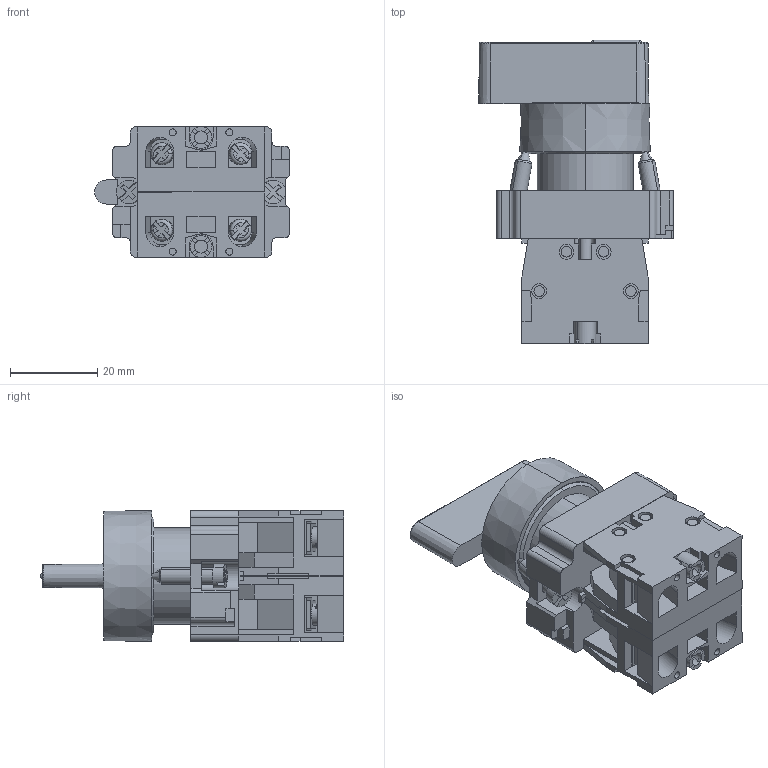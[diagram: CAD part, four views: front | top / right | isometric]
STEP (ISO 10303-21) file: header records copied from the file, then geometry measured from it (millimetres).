
FILE_DESCRIPTION (( 'STEP AP214' ), '1' );
FILE_NAME ('BSW70-BJ-3-K02 Ïåðåêëþ÷àòåëü LAY5-BJ33 3 ïîëîæåíèÿ I-0-II äëèí ðó÷êà ÈÝÊ.STEP', '2017-10-26T08:29:30', ( '' ), ( '' ), 'SwSTEP 2.0', 'SolidWorks 2014', '' );
FILE_SCHEMA (( 'AUTOMOTIVE_DESIGN' ));
Length unit declared in the file: millimetre
Products named in the file (1): BSW70-BJ-3-K02 Ïåðåêëþ÷àòåëü LAY5-BJ33 3 ïîëîæåíèÿ I-0-II äëèí ðó÷êà ÈÝÊ
Bounding box: 44.64 x 69.5 x 30 mm (x, y, z)
Volume: 38153.9 mm3; surface area: 21032.2 mm2
Topology: 5 solids, 5 shells, 682 faces, 1831 edges, 1204 vertices
Faces by surface type: plane 500, cylinder 139, cone 17, torus 16, bspline 8, sphere 2
Entity records: 21557 total; most frequent: CARTESIAN_POINT 4080, ORIENTED_EDGE 3658, DIRECTION 3559, EDGE_CURVE 1829, LINE 1377, VECTOR 1377, VERTEX_POINT 1204, AXIS2_PLACEMENT_3D 1091
